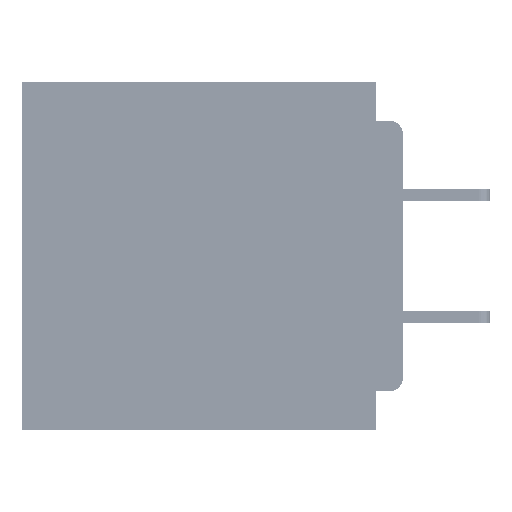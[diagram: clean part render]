
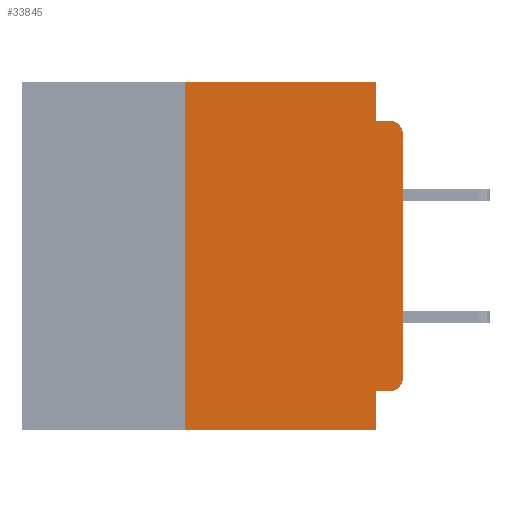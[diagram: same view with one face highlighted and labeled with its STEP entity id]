
A CAD part, left-side view. The second image highlights one B-rep face of the part: STEP entity #33845.
In plain terms, the highlighted planar face has unit normal (-1, 0, 0).
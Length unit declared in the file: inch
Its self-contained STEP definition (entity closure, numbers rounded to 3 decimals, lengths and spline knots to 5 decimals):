
#1852 = CARTESIAN_POINT ( 'NONE',  ( 0., 0.015, -0.045 ) ) ;
#2577 = PLANE ( 'NONE',  #37935 ) ;
#2722 = DIRECTION ( 'NONE',  ( 0., 0., -1. ) ) ;
#3773 = VECTOR ( 'NONE', #44253, 39.37008 ) ;
#4603 = ORIENTED_EDGE ( 'NONE', *, *, #16259, .F. ) ;
#4738 = CARTESIAN_POINT ( 'NONE',  ( 0., 0.015, -0.34 ) ) ;
#5138 = CARTESIAN_POINT ( 'NONE',  ( 0., 0., 0. ) ) ;
#5220 = ORIENTED_EDGE ( 'NONE', *, *, #57125, .F. ) ;
#5463 = EDGE_CURVE ( 'NONE', #13132, #13963, #60054, .T. ) ;
#5575 = LINE ( 'NONE', #33863, #32789 ) ;
#5924 = CARTESIAN_POINT ( 'NONE',  ( 0., 0.015, -0.355 ) ) ;
#6261 = CARTESIAN_POINT ( 'NONE',  ( 0., 0.437, -0.4 ) ) ;
#6761 = ORIENTED_EDGE ( 'NONE', *, *, #48214, .T. ) ;
#7809 = FACE_OUTER_BOUND ( 'NONE', #69919, .T. ) ;
#8040 = ORIENTED_EDGE ( 'NONE', *, *, #55427, .F. ) ;
#10204 = DIRECTION ( 'NONE',  ( 0., 0., -1. ) ) ;
#10602 = DIRECTION ( 'NONE',  ( 0., 0., 1. ) ) ;
#12642 = AXIS2_PLACEMENT_3D ( 'NONE', #67717, #35270, #2722 ) ;
#12720 = VERTEX_POINT ( 'NONE', #53566 ) ;
#13132 = VERTEX_POINT ( 'NONE', #14676 ) ;
#13511 = DIRECTION ( 'NONE',  ( 1., 0., 0. ) ) ;
#13963 = VERTEX_POINT ( 'NONE', #62163 ) ;
#14676 = CARTESIAN_POINT ( 'NONE',  ( 0., 0.25, 0. ) ) ;
#14845 = LINE ( 'NONE', #6261, #3773 ) ;
#15078 = LINE ( 'NONE', #5138, #42257 ) ;
#16259 = EDGE_CURVE ( 'NONE', #12720, #67764, #69131, .T. ) ;
#16814 = VECTOR ( 'NONE', #20112, 39.37008 ) ;
#17597 = CARTESIAN_POINT ( 'NONE',  ( 0., 0.25, -0.4 ) ) ;
#20112 = DIRECTION ( 'NONE',  ( 0., -1., 0. ) ) ;
#20997 = ORIENTED_EDGE ( 'NONE', *, *, #5463, .F. ) ;
#24159 = CARTESIAN_POINT ( 'NONE',  ( 0., 0.031, -0.4 ) ) ;
#24980 = VERTEX_POINT ( 'NONE', #56137 ) ;
#25307 = LINE ( 'NONE', #30740, #27013 ) ;
#27013 = VECTOR ( 'NONE', #68641, 39.37008 ) ;
#27572 = VECTOR ( 'NONE', #45626, 39.37008 ) ;
#27937 = CARTESIAN_POINT ( 'NONE',  ( 0., 0., -0.355 ) ) ;
#28381 = DIRECTION ( 'NONE',  ( 0., -1., 0. ) ) ;
#28684 = VERTEX_POINT ( 'NONE', #47718 ) ;
#29852 = EDGE_CURVE ( 'NONE', #13963, #28684, #25307, .T. ) ;
#30740 = CARTESIAN_POINT ( 'NONE',  ( 0., 0.031, 0. ) ) ;
#31764 = EDGE_CURVE ( 'NONE', #59758, #67764, #14845, .T. ) ;
#32789 = VECTOR ( 'NONE', #28381, 39.37008 ) ;
#33592 = VERTEX_POINT ( 'NONE', #5924 ) ;
#33845 = ADVANCED_FACE ( 'NONE', ( #7809 ), #2577, .F. ) ;
#33863 = CARTESIAN_POINT ( 'NONE',  ( 0., 0., -0.045 ) ) ;
#33966 = DIRECTION ( 'NONE',  ( 0., 0., 1. ) ) ;
#35270 = DIRECTION ( 'NONE',  ( -1., 0., 0. ) ) ;
#37935 = AXIS2_PLACEMENT_3D ( 'NONE', #40559, #13511, #51457 ) ;
#38277 = VERTEX_POINT ( 'NONE', #58199 ) ;
#40181 = CARTESIAN_POINT ( 'NONE',  ( 0., 0.031, -0.4 ) ) ;
#40389 = ORIENTED_EDGE ( 'NONE', *, *, #31764, .T. ) ;
#40559 = CARTESIAN_POINT ( 'NONE',  ( 0., 0.437, 0. ) ) ;
#40923 = CARTESIAN_POINT ( 'NONE',  ( 0., 0.25, -0.4 ) ) ;
#42257 = VECTOR ( 'NONE', #10602, 39.37008 ) ;
#42767 = DIRECTION ( 'NONE',  ( -1., 0., 0. ) ) ;
#42925 = ORIENTED_EDGE ( 'NONE', *, *, #68243, .F. ) ;
#44253 = DIRECTION ( 'NONE',  ( 0., -1., 0. ) ) ;
#45626 = DIRECTION ( 'NONE',  ( 0., 0., -1. ) ) ;
#47718 = CARTESIAN_POINT ( 'NONE',  ( 0., 0.031, -0.045 ) ) ;
#47754 = CIRCLE ( 'NONE', #67930, 0.015 ) ;
#48109 = EDGE_CURVE ( 'NONE', #38277, #24980, #15078, .T. ) ;
#48214 = EDGE_CURVE ( 'NONE', #24980, #65868, #65977, .T. ) ;
#49386 = ORIENTED_EDGE ( 'NONE', *, *, #50897, .T. ) ;
#50388 = LINE ( 'NONE', #27937, #63128 ) ;
#50897 = EDGE_CURVE ( 'NONE', #33592, #38277, #47754, .T. ) ;
#51457 = DIRECTION ( 'NONE',  ( 0., 0., -1. ) ) ;
#52340 = CARTESIAN_POINT ( 'NONE',  ( 0., 0.437, 0. ) ) ;
#53566 = CARTESIAN_POINT ( 'NONE',  ( 0., 0.031, -0.355 ) ) ;
#54317 = ORIENTED_EDGE ( 'NONE', *, *, #48109, .T. ) ;
#55158 = DIRECTION ( 'NONE',  ( 0., 1., 0. ) ) ;
#55427 = EDGE_CURVE ( 'NONE', #33592, #12720, #50388, .T. ) ;
#56137 = CARTESIAN_POINT ( 'NONE',  ( 0., 0., -0.06 ) ) ;
#57125 = EDGE_CURVE ( 'NONE', #59758, #13132, #67213, .T. ) ;
#58199 = CARTESIAN_POINT ( 'NONE',  ( 0., 0., -0.34 ) ) ;
#59758 = VERTEX_POINT ( 'NONE', #40923 ) ;
#60054 = LINE ( 'NONE', #52340, #16814 ) ;
#61122 = ORIENTED_EDGE ( 'NONE', *, *, #29852, .F. ) ;
#62163 = CARTESIAN_POINT ( 'NONE',  ( 0., 0.031, 0. ) ) ;
#63128 = VECTOR ( 'NONE', #55158, 39.37008 ) ;
#65530 = VECTOR ( 'NONE', #33966, 39.37008 ) ;
#65868 = VERTEX_POINT ( 'NONE', #1852 ) ;
#65977 = CIRCLE ( 'NONE', #12642, 0.015 ) ;
#67213 = LINE ( 'NONE', #17597, #65530 ) ;
#67717 = CARTESIAN_POINT ( 'NONE',  ( 0., 0.015, -0.06 ) ) ;
#67764 = VERTEX_POINT ( 'NONE', #24159 ) ;
#67930 = AXIS2_PLACEMENT_3D ( 'NONE', #4738, #42767, #10204 ) ;
#68243 = EDGE_CURVE ( 'NONE', #28684, #65868, #5575, .T. ) ;
#68641 = DIRECTION ( 'NONE',  ( 0., 0., -1. ) ) ;
#69131 = LINE ( 'NONE', #40181, #27572 ) ;
#69919 = EDGE_LOOP ( 'NONE', ( #54317, #6761, #42925, #61122, #20997, #5220, #40389, #4603, #8040, #49386 ) ) ;
